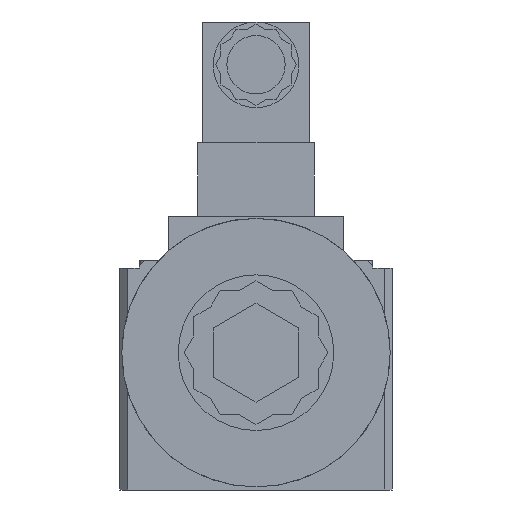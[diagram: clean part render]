
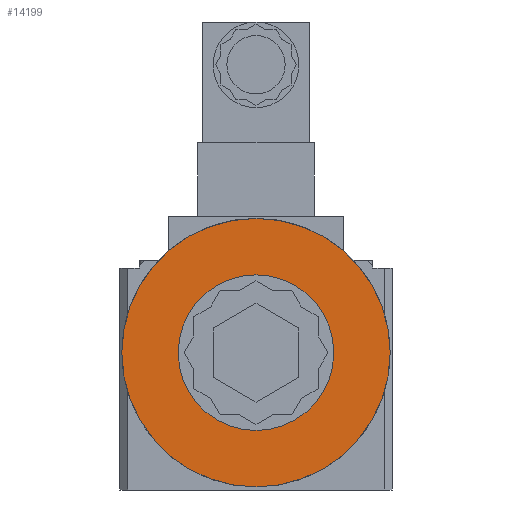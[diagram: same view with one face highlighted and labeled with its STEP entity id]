
A CAD part, left-side view. The second image highlights one B-rep face of the part: STEP entity #14199.
In plain terms, the highlighted planar face has unit normal (-1, 0, 0).
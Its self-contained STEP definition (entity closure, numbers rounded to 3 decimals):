
#1610 = CARTESIAN_POINT ( 'NONE',  ( -116.6, 0., 5.8 ) ) ;
#1808 = DIRECTION ( 'NONE',  ( -1., 0., 0. ) ) ;
#1993 = CIRCLE ( 'NONE', #13209, 20. ) ;
#2048 = VERTEX_POINT ( 'NONE', #13997 ) ;
#2207 = CARTESIAN_POINT ( 'NONE',  ( -116.6, 0., 5.8 ) ) ;
#2497 = ORIENTED_EDGE ( 'NONE', *, *, #8170, .F. ) ;
#2605 = DIRECTION ( 'NONE',  ( -1., 0., 0. ) ) ;
#2933 = CARTESIAN_POINT ( 'NONE',  ( -116.6, 0., 5.8 ) ) ;
#2992 = PLANE ( 'NONE',  #21166 ) ;
#5104 = CARTESIAN_POINT ( 'NONE',  ( -116.6, 0., -28.7 ) ) ;
#5595 = EDGE_LOOP ( 'NONE', ( #10315, #2497 ) ) ;
#5886 = ORIENTED_EDGE ( 'NONE', *, *, #14308, .T. ) ;
#6325 = DIRECTION ( 'NONE',  ( 0., 1., 0. ) ) ;
#6699 = FACE_OUTER_BOUND ( 'NONE', #14531, .T. ) ;
#6754 = CIRCLE ( 'NONE', #12872, 34.5 ) ;
#6981 = DIRECTION ( 'NONE',  ( -1., 0., 0. ) ) ;
#7029 = EDGE_CURVE ( 'NONE', #20840, #2048, #6754, .T. ) ;
#7518 = ORIENTED_EDGE ( 'NONE', *, *, #7029, .T. ) ;
#7713 = CIRCLE ( 'NONE', #18673, 20. ) ;
#8170 = EDGE_CURVE ( 'NONE', #14017, #20834, #1993, .T. ) ;
#9295 = DIRECTION ( 'NONE',  ( 0., 0., 1. ) ) ;
#9468 = DIRECTION ( 'NONE',  ( 0., 1., 0. ) ) ;
#9517 = DIRECTION ( 'NONE',  ( -1., 0., 0. ) ) ;
#9531 = AXIS2_PLACEMENT_3D ( 'NONE', #1610, #1808, #9468 ) ;
#9782 = CARTESIAN_POINT ( 'NONE',  ( -116.6, 0., -14.2 ) ) ;
#10315 = ORIENTED_EDGE ( 'NONE', *, *, #19328, .F. ) ;
#12108 = CARTESIAN_POINT ( 'NONE',  ( -116.6, 0., 25.8 ) ) ;
#12872 = AXIS2_PLACEMENT_3D ( 'NONE', #2933, #9517, #6325 ) ;
#12983 = DIRECTION ( 'NONE',  ( 0., 1., 0. ) ) ;
#13089 = FACE_BOUND ( 'NONE', #5595, .T. ) ;
#13209 = AXIS2_PLACEMENT_3D ( 'NONE', #17284, #2605, #9295 ) ;
#13997 = CARTESIAN_POINT ( 'NONE',  ( -116.6, 0., 40.3 ) ) ;
#14017 = VERTEX_POINT ( 'NONE', #12108 ) ;
#14199 = ADVANCED_FACE ( 'NONE', ( #6699, #13089 ), #2992, .T. ) ;
#14308 = EDGE_CURVE ( 'NONE', #2048, #20840, #14673, .T. ) ;
#14531 = EDGE_LOOP ( 'NONE', ( #7518, #5886 ) ) ;
#14673 = CIRCLE ( 'NONE', #9531, 34.5 ) ;
#16149 = CARTESIAN_POINT ( 'NONE',  ( -116.6, 0., 5.8 ) ) ;
#16767 = DIRECTION ( 'NONE',  ( 0., 0., 1. ) ) ;
#17284 = CARTESIAN_POINT ( 'NONE',  ( -116.6, 0., 5.8 ) ) ;
#18673 = AXIS2_PLACEMENT_3D ( 'NONE', #2207, #6981, #16767 ) ;
#19328 = EDGE_CURVE ( 'NONE', #20834, #14017, #7713, .T. ) ;
#19769 = DIRECTION ( 'NONE',  ( -1., 0., 0. ) ) ;
#20834 = VERTEX_POINT ( 'NONE', #9782 ) ;
#20840 = VERTEX_POINT ( 'NONE', #5104 ) ;
#21166 = AXIS2_PLACEMENT_3D ( 'NONE', #16149, #19769, #12983 ) ;
